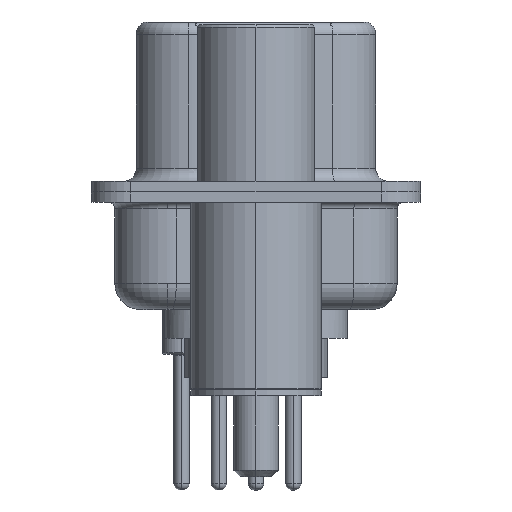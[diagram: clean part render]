
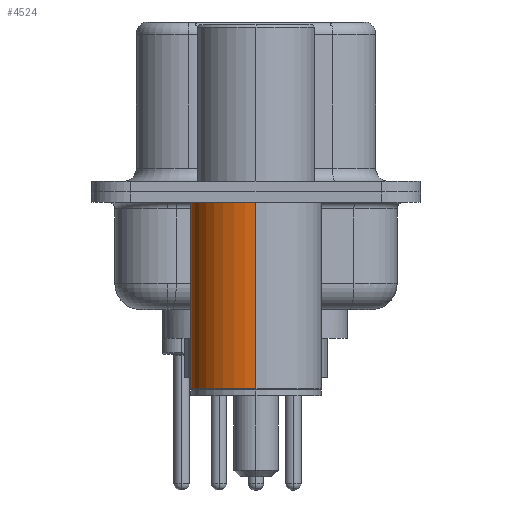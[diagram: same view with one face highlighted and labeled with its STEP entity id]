
A CAD part, left-side view. The second image highlights one B-rep face of the part: STEP entity #4524.
In plain terms, the highlighted cylindrical face has radius 2.5 mm (diameter 5 mm), a partial arc.
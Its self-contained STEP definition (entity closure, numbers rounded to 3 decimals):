
#337 = DIRECTION ( 'NONE',  ( 0., 0., 1. ) ) ;
#466 = CARTESIAN_POINT ( 'NONE',  ( 2.5, 0., -7.525 ) ) ;
#3817 = VERTEX_POINT ( 'NONE', #29539 ) ;
#4287 = AXIS2_PLACEMENT_3D ( 'NONE', #21855, #8237, #24124 ) ;
#4524 = ADVANCED_FACE ( 'NONE', ( #5125 ), #9124, .T. ) ;
#4894 = EDGE_LOOP ( 'NONE', ( #17495, #16760, #27038, #24797 ) ) ;
#5125 = FACE_OUTER_BOUND ( 'NONE', #4894, .T. ) ;
#5364 = AXIS2_PLACEMENT_3D ( 'NONE', #14087, #337, #16350 ) ;
#7386 = CIRCLE ( 'NONE', #5364, 2.5 ) ;
#7781 = VECTOR ( 'NONE', #15338, 1000. ) ;
#7881 = EDGE_CURVE ( 'NONE', #28187, #14632, #15177, .T. ) ;
#8211 = CARTESIAN_POINT ( 'NONE',  ( -2.5, 0., -0.4 ) ) ;
#8237 = DIRECTION ( 'NONE',  ( 0., 0., 1. ) ) ;
#9124 = CYLINDRICAL_SURFACE ( 'NONE', #17747, 2.5 ) ;
#12017 = VECTOR ( 'NONE', #17875, 1000. ) ;
#13413 = LINE ( 'NONE', #15610, #12017 ) ;
#13670 = CARTESIAN_POINT ( 'NONE',  ( 0., 0., 0.581 ) ) ;
#13699 = DIRECTION ( 'NONE',  ( 0., 0., 1. ) ) ;
#13776 = DIRECTION ( 'NONE',  ( 1., 0., 0. ) ) ;
#13857 = CARTESIAN_POINT ( 'NONE',  ( 2.5, 0., -0.4 ) ) ;
#14087 = CARTESIAN_POINT ( 'NONE',  ( 0., 0., -7.525 ) ) ;
#14632 = VERTEX_POINT ( 'NONE', #8211 ) ;
#15177 = CIRCLE ( 'NONE', #4287, 2.5 ) ;
#15338 = DIRECTION ( 'NONE',  ( 0., 0., 1. ) ) ;
#15610 = CARTESIAN_POINT ( 'NONE',  ( -2.5, 0., 0.581 ) ) ;
#16350 = DIRECTION ( 'NONE',  ( 1., 0., 0. ) ) ;
#16760 = ORIENTED_EDGE ( 'NONE', *, *, #18515, .T. ) ;
#17495 = ORIENTED_EDGE ( 'NONE', *, *, #27760, .T. ) ;
#17747 = AXIS2_PLACEMENT_3D ( 'NONE', #13670, #13699, #13776 ) ;
#17875 = DIRECTION ( 'NONE',  ( 0., 0., 1. ) ) ;
#18515 = EDGE_CURVE ( 'NONE', #3817, #14632, #13413, .T. ) ;
#21855 = CARTESIAN_POINT ( 'NONE',  ( 0., 0., -0.4 ) ) ;
#24124 = DIRECTION ( 'NONE',  ( 1., 0., 0. ) ) ;
#24420 = CARTESIAN_POINT ( 'NONE',  ( 2.5, 0., 0.581 ) ) ;
#24797 = ORIENTED_EDGE ( 'NONE', *, *, #26770, .F. ) ;
#25955 = LINE ( 'NONE', #24420, #7781 ) ;
#26770 = EDGE_CURVE ( 'NONE', #28976, #28187, #25955, .T. ) ;
#27038 = ORIENTED_EDGE ( 'NONE', *, *, #7881, .F. ) ;
#27760 = EDGE_CURVE ( 'NONE', #28976, #3817, #7386, .T. ) ;
#28187 = VERTEX_POINT ( 'NONE', #13857 ) ;
#28976 = VERTEX_POINT ( 'NONE', #466 ) ;
#29539 = CARTESIAN_POINT ( 'NONE',  ( -2.5, 0., -7.525 ) ) ;
